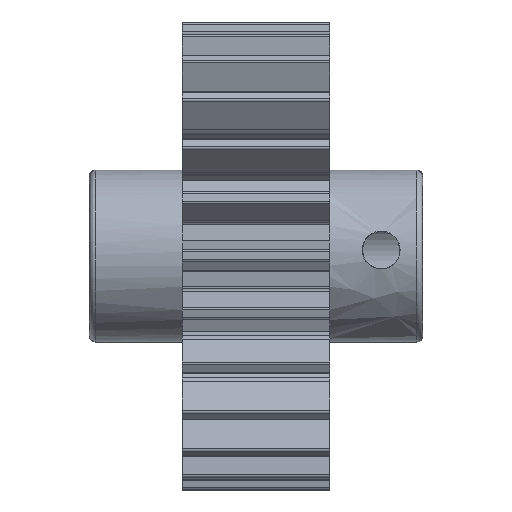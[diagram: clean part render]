
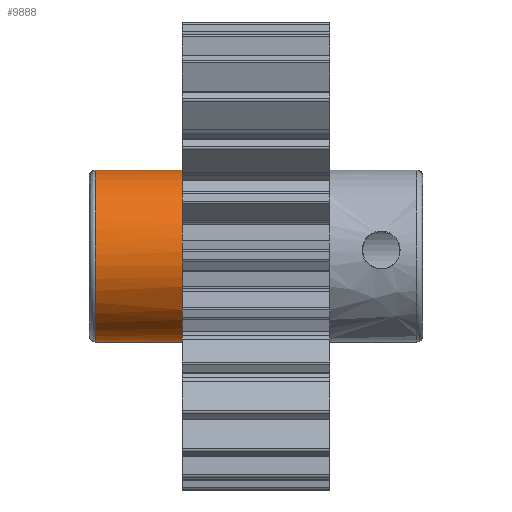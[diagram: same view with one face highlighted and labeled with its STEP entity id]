
A CAD part, top view. The second image highlights one B-rep face of the part: STEP entity #9888.
In plain terms, the highlighted free-form (B-spline) face has degree [2, 1] with [5, 2] control points.
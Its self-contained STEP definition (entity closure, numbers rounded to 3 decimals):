
#9217 = EDGE_CURVE('',#9218,#9220,#9222,.T.);
#9218 = VERTEX_POINT('',#9219);
#9219 = CARTESIAN_POINT('',(-5.351,6.181,0.977
    ));
#9220 = VERTEX_POINT('',#9221);
#9221 = CARTESIAN_POINT('',(-5.351,3.937,
    4.864));
#9222 = ( BOUNDED_CURVE() B_SPLINE_CURVE(2,(#9223,#9224,#9225),
.UNSPECIFIED.,.F.,.F.) B_SPLINE_CURVE_WITH_KNOTS((3,3),(4.869,
5.603),.PIECEWISE_BEZIER_KNOTS.) CURVE() 
GEOMETRIC_REPRESENTATION_ITEM() RATIONAL_B_SPLINE_CURVE((1.,
0.933,1.)) REPRESENTATION_ITEM('') );
#9223 = CARTESIAN_POINT('',(-5.351,6.181,
    0.977));
#9224 = CARTESIAN_POINT('',(-5.351,5.805,
    3.352));
#9225 = CARTESIAN_POINT('',(-5.351,3.937,
    4.864));
#9243 = VERTEX_POINT('',#9244);
#9244 = CARTESIAN_POINT('',(-5.351,2.244,
    5.841));
#9249 = EDGE_CURVE('',#9243,#9250,#9252,.T.);
#9250 = VERTEX_POINT('',#9251);
#9251 = CARTESIAN_POINT('',(-5.351,-2.244,
    5.841));
#9252 = ( BOUNDED_CURVE() B_SPLINE_CURVE(2,(#9253,#9254,#9255),
.UNSPECIFIED.,.F.,.F.) B_SPLINE_CURVE_WITH_KNOTS((3,3),(5.916,
6.65),.PIECEWISE_BEZIER_KNOTS.) CURVE() 
GEOMETRIC_REPRESENTATION_ITEM() RATIONAL_B_SPLINE_CURVE((1.,
0.933,1.)) REPRESENTATION_ITEM('') );
#9253 = CARTESIAN_POINT('',(-5.351,2.244,
    5.841));
#9254 = CARTESIAN_POINT('',(-5.351,0.,
    6.703));
#9255 = CARTESIAN_POINT('',(-5.351,-2.244,
    5.841));
#9273 = VERTEX_POINT('',#9274);
#9274 = CARTESIAN_POINT('',(-5.351,-3.937,
    4.864));
#9279 = EDGE_CURVE('',#9273,#9280,#9282,.T.);
#9280 = VERTEX_POINT('',#9281);
#9281 = CARTESIAN_POINT('',(-5.351,-6.181,
    0.977));
#9282 = ( BOUNDED_CURVE() B_SPLINE_CURVE(2,(#9283,#9284,#9285),
.UNSPECIFIED.,.F.,.F.) B_SPLINE_CURVE_WITH_KNOTS((3,3),(0.68,
1.414),.PIECEWISE_BEZIER_KNOTS.) CURVE() 
GEOMETRIC_REPRESENTATION_ITEM() RATIONAL_B_SPLINE_CURVE((1.,
0.933,1.)) REPRESENTATION_ITEM('') );
#9283 = CARTESIAN_POINT('',(-5.351,-3.937,
    4.864));
#9284 = CARTESIAN_POINT('',(-5.351,-5.805,
    3.352));
#9285 = CARTESIAN_POINT('',(-5.351,-6.181,
    0.977));
#9639 = EDGE_CURVE('',#9640,#9642,#9644,.T.);
#9640 = VERTEX_POINT('',#9641);
#9641 = CARTESIAN_POINT('',(-11.695,6.257,
    0.));
#9642 = VERTEX_POINT('',#9643);
#9643 = CARTESIAN_POINT('',(-1.899,6.257,0.));
#9644 = B_SPLINE_CURVE_WITH_KNOTS('',1,(#9645,#9646),.UNSPECIFIED.,.F.,
  .F.,(2,2),(-13.55,-2.2),.PIECEWISE_BEZIER_KNOTS.);
#9645 = CARTESIAN_POINT('',(-11.695,6.257,
    0.));
#9646 = CARTESIAN_POINT('',(-1.899,6.257,
    0.));
#9706 = VERTEX_POINT('',#9707);
#9707 = CARTESIAN_POINT('',(-1.899,-6.257,
    0.));
#9713 = EDGE_CURVE('',#9714,#9706,#9716,.T.);
#9714 = VERTEX_POINT('',#9715);
#9715 = CARTESIAN_POINT('',(-11.695,-6.257,
    0.));
#9716 = B_SPLINE_CURVE_WITH_KNOTS('',1,(#9717,#9718),.UNSPECIFIED.,.F.,
  .F.,(2,2),(-13.55,-2.2),.PIECEWISE_BEZIER_KNOTS.);
#9717 = CARTESIAN_POINT('',(-11.695,-6.257,
    0.));
#9718 = CARTESIAN_POINT('',(-1.899,-6.257,
    0.));
#9888 = ADVANCED_FACE('',(#9889),#9970,.T.);
#9889 = FACE_BOUND('',#9890,.T.);
#9890 = EDGE_LOOP('',(#9891,#9892,#9900,#9905,#9906,#9913,#9921,#9926,
    #9927,#9934,#9942,#9947,#9948,#9955,#9961,#9962));
#9891 = ORIENTED_EDGE('',*,*,#9713,.T.);
#9892 = ORIENTED_EDGE('',*,*,#9893,.F.);
#9893 = EDGE_CURVE('',#9894,#9706,#9896,.T.);
#9894 = VERTEX_POINT('',#9895);
#9895 = CARTESIAN_POINT('',(-1.899,-6.181,
    0.977));
#9896 = ( BOUNDED_CURVE() B_SPLINE_CURVE(2,(#9897,#9898,#9899),
.UNSPECIFIED.,.F.,.F.) B_SPLINE_CURVE_WITH_KNOTS((3,3),(1.414,
1.571),.PIECEWISE_BEZIER_KNOTS.) CURVE() 
GEOMETRIC_REPRESENTATION_ITEM() RATIONAL_B_SPLINE_CURVE((1.,
0.997,1.)) REPRESENTATION_ITEM('') );
#9897 = CARTESIAN_POINT('',(-1.899,-6.181,
    0.977));
#9898 = CARTESIAN_POINT('',(-1.899,-6.257,
    0.492));
#9899 = CARTESIAN_POINT('',(-1.899,-6.257,
    0.));
#9900 = ORIENTED_EDGE('',*,*,#9901,.F.);
#9901 = EDGE_CURVE('',#9280,#9894,#9902,.T.);
#9902 = B_SPLINE_CURVE_WITH_KNOTS('',1,(#9903,#9904),.UNSPECIFIED.,.F.,
  .F.,(2,2),(-6.2,-2.2),.PIECEWISE_BEZIER_KNOTS.);
#9903 = CARTESIAN_POINT('',(-5.351,-6.181,
    0.977));
#9904 = CARTESIAN_POINT('',(-1.899,-6.181,
    0.977));
#9905 = ORIENTED_EDGE('',*,*,#9279,.F.);
#9906 = ORIENTED_EDGE('',*,*,#9907,.T.);
#9907 = EDGE_CURVE('',#9273,#9908,#9910,.T.);
#9908 = VERTEX_POINT('',#9909);
#9909 = CARTESIAN_POINT('',(-1.899,-3.937,
    4.864));
#9910 = B_SPLINE_CURVE_WITH_KNOTS('',1,(#9911,#9912),.UNSPECIFIED.,.F.,
  .F.,(2,2),(-6.2,-2.2),.PIECEWISE_BEZIER_KNOTS.);
#9911 = CARTESIAN_POINT('',(-5.351,-3.937,
    4.864));
#9912 = CARTESIAN_POINT('',(-1.899,-3.937,
    4.864));
#9913 = ORIENTED_EDGE('',*,*,#9914,.F.);
#9914 = EDGE_CURVE('',#9915,#9908,#9917,.T.);
#9915 = VERTEX_POINT('',#9916);
#9916 = CARTESIAN_POINT('',(-1.899,-2.244,
    5.841));
#9917 = ( BOUNDED_CURVE() B_SPLINE_CURVE(2,(#9918,#9919,#9920),
.UNSPECIFIED.,.F.,.F.) B_SPLINE_CURVE_WITH_KNOTS((3,3),(0.367,
0.68),.PIECEWISE_BEZIER_KNOTS.) CURVE() 
GEOMETRIC_REPRESENTATION_ITEM() RATIONAL_B_SPLINE_CURVE((1.,
0.988,1.)) REPRESENTATION_ITEM('') );
#9918 = CARTESIAN_POINT('',(-1.899,-2.244,
    5.841));
#9919 = CARTESIAN_POINT('',(-1.899,-3.168,
    5.486));
#9920 = CARTESIAN_POINT('',(-1.899,-3.937,
    4.864));
#9921 = ORIENTED_EDGE('',*,*,#9922,.F.);
#9922 = EDGE_CURVE('',#9250,#9915,#9923,.T.);
#9923 = B_SPLINE_CURVE_WITH_KNOTS('',1,(#9924,#9925),.UNSPECIFIED.,.F.,
  .F.,(2,2),(-6.2,-2.2),.PIECEWISE_BEZIER_KNOTS.);
#9924 = CARTESIAN_POINT('',(-5.351,-2.244,
    5.841));
#9925 = CARTESIAN_POINT('',(-1.899,-2.244,
    5.841));
#9926 = ORIENTED_EDGE('',*,*,#9249,.F.);
#9927 = ORIENTED_EDGE('',*,*,#9928,.T.);
#9928 = EDGE_CURVE('',#9243,#9929,#9931,.T.);
#9929 = VERTEX_POINT('',#9930);
#9930 = CARTESIAN_POINT('',(-1.899,2.244,
    5.841));
#9931 = B_SPLINE_CURVE_WITH_KNOTS('',1,(#9932,#9933),.UNSPECIFIED.,.F.,
  .F.,(2,2),(-6.2,-2.2),.PIECEWISE_BEZIER_KNOTS.);
#9932 = CARTESIAN_POINT('',(-5.351,2.244,
    5.841));
#9933 = CARTESIAN_POINT('',(-1.899,2.244,
    5.841));
#9934 = ORIENTED_EDGE('',*,*,#9935,.F.);
#9935 = EDGE_CURVE('',#9936,#9929,#9938,.T.);
#9936 = VERTEX_POINT('',#9937);
#9937 = CARTESIAN_POINT('',(-1.899,3.937,
    4.864));
#9938 = ( BOUNDED_CURVE() B_SPLINE_CURVE(2,(#9939,#9940,#9941),
.UNSPECIFIED.,.F.,.F.) B_SPLINE_CURVE_WITH_KNOTS((3,3),(5.603,
5.916),.PIECEWISE_BEZIER_KNOTS.) CURVE() 
GEOMETRIC_REPRESENTATION_ITEM() RATIONAL_B_SPLINE_CURVE((1.,
0.988,1.)) REPRESENTATION_ITEM('') );
#9939 = CARTESIAN_POINT('',(-1.899,3.937,
    4.864));
#9940 = CARTESIAN_POINT('',(-1.899,3.168,
    5.486));
#9941 = CARTESIAN_POINT('',(-1.899,2.244,
    5.841));
#9942 = ORIENTED_EDGE('',*,*,#9943,.F.);
#9943 = EDGE_CURVE('',#9220,#9936,#9944,.T.);
#9944 = B_SPLINE_CURVE_WITH_KNOTS('',1,(#9945,#9946),.UNSPECIFIED.,.F.,
  .F.,(2,2),(-6.2,-2.2),.PIECEWISE_BEZIER_KNOTS.);
#9945 = CARTESIAN_POINT('',(-5.351,3.937,
    4.864));
#9946 = CARTESIAN_POINT('',(-1.899,3.937,
    4.864));
#9947 = ORIENTED_EDGE('',*,*,#9217,.F.);
#9948 = ORIENTED_EDGE('',*,*,#9949,.T.);
#9949 = EDGE_CURVE('',#9218,#9950,#9952,.T.);
#9950 = VERTEX_POINT('',#9951);
#9951 = CARTESIAN_POINT('',(-1.899,6.181,0.977
    ));
#9952 = B_SPLINE_CURVE_WITH_KNOTS('',1,(#9953,#9954),.UNSPECIFIED.,.F.,
  .F.,(2,2),(-6.2,-2.2),.PIECEWISE_BEZIER_KNOTS.);
#9953 = CARTESIAN_POINT('',(-5.351,6.181,0.977
    ));
#9954 = CARTESIAN_POINT('',(-1.899,6.181,0.977
    ));
#9955 = ORIENTED_EDGE('',*,*,#9956,.F.);
#9956 = EDGE_CURVE('',#9642,#9950,#9957,.T.);
#9957 = ( BOUNDED_CURVE() B_SPLINE_CURVE(2,(#9958,#9959,#9960),
.UNSPECIFIED.,.F.,.F.) B_SPLINE_CURVE_WITH_KNOTS((3,3),(4.712,
4.869),.PIECEWISE_BEZIER_KNOTS.) CURVE() 
GEOMETRIC_REPRESENTATION_ITEM() RATIONAL_B_SPLINE_CURVE((1.,
0.997,1.)) REPRESENTATION_ITEM('') );
#9958 = CARTESIAN_POINT('',(-1.899,6.257,
    0.));
#9959 = CARTESIAN_POINT('',(-1.899,6.257,
    0.492));
#9960 = CARTESIAN_POINT('',(-1.899,6.181,
    0.977));
#9961 = ORIENTED_EDGE('',*,*,#9639,.F.);
#9962 = ORIENTED_EDGE('',*,*,#9963,.T.);
#9963 = EDGE_CURVE('',#9640,#9714,#9964,.T.);
#9964 = ( BOUNDED_CURVE() B_SPLINE_CURVE(2,(#9965,#9966,#9967,#9968,
#9969),.UNSPECIFIED.,.F.,.F.) B_SPLINE_CURVE_WITH_KNOTS((3,2,3),(
    4.712,6.283,7.854),
.PIECEWISE_BEZIER_KNOTS.) CURVE() GEOMETRIC_REPRESENTATION_ITEM() 
RATIONAL_B_SPLINE_CURVE((1.,0.707,1.,0.707,1.)) 
REPRESENTATION_ITEM('') );
#9965 = CARTESIAN_POINT('',(-11.695,6.257,
    0.));
#9966 = CARTESIAN_POINT('',(-11.695,6.257,
    6.257));
#9967 = CARTESIAN_POINT('',(-11.695,0.,
    6.257));
#9968 = CARTESIAN_POINT('',(-11.695,-6.257,
    6.257));
#9969 = CARTESIAN_POINT('',(-11.695,-6.257,
    0.));
#9970 = ( BOUNDED_SURFACE() B_SPLINE_SURFACE(2,1,(
    (#9971,#9972)
    ,(#9973,#9974)
    ,(#9975,#9976)
    ,(#9977,#9978)
    ,(#9979,#9980
)),.UNSPECIFIED.,.F.,.F.,.F.) B_SPLINE_SURFACE_WITH_KNOTS((3,2,3),(2,2),
  (0.,1.571,3.142),(-13.55,-2.2),
.PIECEWISE_BEZIER_KNOTS.) GEOMETRIC_REPRESENTATION_ITEM() 
RATIONAL_B_SPLINE_SURFACE((
    (1.,1.)
    ,(0.707,0.707)
    ,(1.,1.)
    ,(0.707,0.707)
,(1.,1.))) REPRESENTATION_ITEM('') SURFACE() );
#9971 = CARTESIAN_POINT('',(-11.695,6.257,0.));
#9972 = CARTESIAN_POINT('',(-1.899,6.257,0.));
#9973 = CARTESIAN_POINT('',(-11.695,6.257,
    6.257));
#9974 = CARTESIAN_POINT('',(-1.899,6.257,
    6.257));
#9975 = CARTESIAN_POINT('',(-11.695,0.,
    6.257));
#9976 = CARTESIAN_POINT('',(-1.899,0.,
    6.257));
#9977 = CARTESIAN_POINT('',(-11.695,-6.257,
    6.257));
#9978 = CARTESIAN_POINT('',(-1.899,-6.257,
    6.257));
#9979 = CARTESIAN_POINT('',(-11.695,-6.257,
    0.));
#9980 = CARTESIAN_POINT('',(-1.899,-6.257,
    0.));
